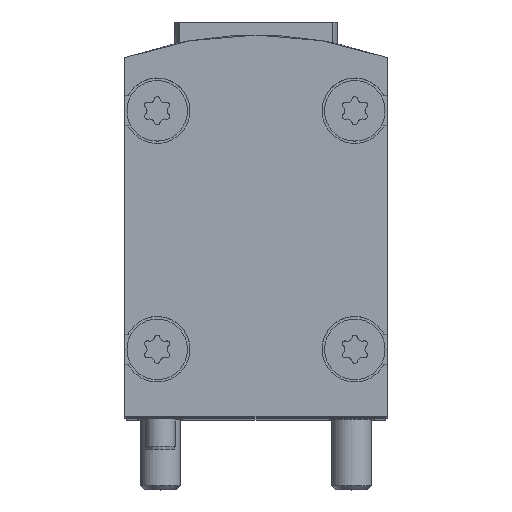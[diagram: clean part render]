
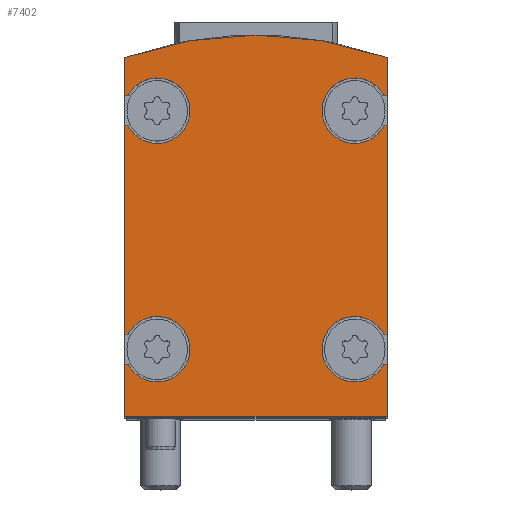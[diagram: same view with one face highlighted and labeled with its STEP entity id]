
A CAD part, top view. The second image highlights one B-rep face of the part: STEP entity #7402.
In plain terms, the highlighted planar face has unit normal (0, 0, 1).
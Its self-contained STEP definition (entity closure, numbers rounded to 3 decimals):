
#107=LINE('',#10463,#529);
#111=LINE('',#10471,#533);
#115=LINE('',#10479,#537);
#118=LINE('',#10485,#540);
#122=LINE('',#10493,#544);
#126=LINE('',#10501,#548);
#177=LINE('',#10611,#599);
#178=LINE('',#10613,#600);
#179=LINE('',#10615,#601);
#180=LINE('',#10619,#602);
#181=LINE('',#10620,#603);
#182=LINE('',#10624,#604);
#183=LINE('',#10625,#605);
#184=LINE('',#10629,#606);
#185=LINE('',#10630,#607);
#529=VECTOR('',#8669,1000.);
#533=VECTOR('',#8673,1000.);
#537=VECTOR('',#8677,1000.);
#540=VECTOR('',#8682,1000.);
#544=VECTOR('',#8686,1000.);
#548=VECTOR('',#8690,1000.);
#599=VECTOR('',#8791,1000.);
#600=VECTOR('',#8794,1000.);
#601=VECTOR('',#8795,1000.);
#602=VECTOR('',#8798,1000.);
#603=VECTOR('',#8799,1000.);
#604=VECTOR('',#8802,1000.);
#605=VECTOR('',#8803,1000.);
#606=VECTOR('',#8806,1000.);
#607=VECTOR('',#8807,1000.);
#1368=ORIENTED_EDGE('',*,*,#2861,.F.);
#1369=ORIENTED_EDGE('',*,*,#2788,.T.);
#1370=ORIENTED_EDGE('',*,*,#2862,.F.);
#1371=ORIENTED_EDGE('',*,*,#2863,.T.);
#1372=ORIENTED_EDGE('',*,*,#2864,.F.);
#1373=ORIENTED_EDGE('',*,*,#2784,.T.);
#1374=ORIENTED_EDGE('',*,*,#2860,.T.);
#1375=ORIENTED_EDGE('',*,*,#2803,.T.);
#1376=ORIENTED_EDGE('',*,*,#2865,.F.);
#1377=ORIENTED_EDGE('',*,*,#2866,.T.);
#1378=ORIENTED_EDGE('',*,*,#2867,.F.);
#1379=ORIENTED_EDGE('',*,*,#2799,.T.);
#1380=ORIENTED_EDGE('',*,*,#2868,.F.);
#1381=ORIENTED_EDGE('',*,*,#2869,.T.);
#1382=ORIENTED_EDGE('',*,*,#2870,.F.);
#1383=ORIENTED_EDGE('',*,*,#2795,.T.);
#1384=ORIENTED_EDGE('',*,*,#2666,.T.);
#1385=ORIENTED_EDGE('',*,*,#2792,.T.);
#1386=ORIENTED_EDGE('',*,*,#2871,.F.);
#1387=ORIENTED_EDGE('',*,*,#2872,.T.);
#2666=EDGE_CURVE('',#3436,#3439,#3962,.T.);
#2784=EDGE_CURVE('',#3551,#3550,#107,.T.);
#2788=EDGE_CURVE('',#3555,#3554,#111,.T.);
#2792=EDGE_CURVE('',#3439,#3558,#115,.T.);
#2795=EDGE_CURVE('',#3561,#3436,#118,.T.);
#2799=EDGE_CURVE('',#3565,#3564,#122,.T.);
#2803=EDGE_CURVE('',#3559,#3568,#126,.T.);
#2860=EDGE_CURVE('',#3550,#3559,#177,.T.);
#2861=EDGE_CURVE('',#3555,#3603,#178,.T.);
#2862=EDGE_CURVE('',#3604,#3554,#179,.T.);
#2863=EDGE_CURVE('',#3604,#3605,#4032,.F.);
#2864=EDGE_CURVE('',#3551,#3605,#180,.T.);
#2865=EDGE_CURVE('',#3606,#3568,#181,.T.);
#2866=EDGE_CURVE('',#3606,#3607,#4033,.F.);
#2867=EDGE_CURVE('',#3565,#3607,#182,.T.);
#2868=EDGE_CURVE('',#3608,#3564,#183,.T.);
#2869=EDGE_CURVE('',#3608,#3609,#4034,.F.);
#2870=EDGE_CURVE('',#3561,#3609,#184,.T.);
#2871=EDGE_CURVE('',#3610,#3558,#185,.T.);
#2872=EDGE_CURVE('',#3610,#3603,#4035,.F.);
#3436=VERTEX_POINT('',#10197);
#3439=VERTEX_POINT('',#10202);
#3550=VERTEX_POINT('',#10462);
#3551=VERTEX_POINT('',#10464);
#3554=VERTEX_POINT('',#10470);
#3555=VERTEX_POINT('',#10472);
#3558=VERTEX_POINT('',#10478);
#3559=VERTEX_POINT('',#10482);
#3561=VERTEX_POINT('',#10486);
#3564=VERTEX_POINT('',#10492);
#3565=VERTEX_POINT('',#10494);
#3568=VERTEX_POINT('',#10500);
#3603=VERTEX_POINT('',#10614);
#3604=VERTEX_POINT('',#10616);
#3605=VERTEX_POINT('',#10618);
#3606=VERTEX_POINT('',#10621);
#3607=VERTEX_POINT('',#10623);
#3608=VERTEX_POINT('',#10626);
#3609=VERTEX_POINT('',#10628);
#3610=VERTEX_POINT('',#10631);
#3962=CIRCLE('',#7748,39.);
#4032=CIRCLE('',#7850,3.25);
#4033=CIRCLE('',#7851,3.25);
#4034=CIRCLE('',#7852,3.25);
#4035=CIRCLE('',#7853,3.25);
#4290=EDGE_LOOP('',(#1368,#1369,#1370,#1371,#1372,#1373,#1374,#1375,#1376,
#1377,#1378,#1379,#1380,#1381,#1382,#1383,#1384,#1385,#1386,#1387));
#4678=FACE_BOUND('',#4290,.T.);
#5044=PLANE('',#7849);
#7402=ADVANCED_FACE('',(#4678),#5044,.T.);
#7748=AXIS2_PLACEMENT_3D('',#10203,#8469,#8470);
#7849=AXIS2_PLACEMENT_3D('',#10612,#8792,#8793);
#7850=AXIS2_PLACEMENT_3D('',#10617,#8796,#8797);
#7851=AXIS2_PLACEMENT_3D('',#10622,#8800,#8801);
#7852=AXIS2_PLACEMENT_3D('',#10627,#8804,#8805);
#7853=AXIS2_PLACEMENT_3D('',#10632,#8808,#8809);
#8469=DIRECTION('',(0.,0.,1.));
#8470=DIRECTION('',(1.,0.,0.));
#8669=DIRECTION('',(0.,-1.,0.));
#8673=DIRECTION('',(0.,-1.,0.));
#8677=DIRECTION('',(0.,-1.,0.));
#8682=DIRECTION('',(0.,1.,0.));
#8686=DIRECTION('',(0.,1.,0.));
#8690=DIRECTION('',(0.,1.,0.));
#8791=DIRECTION('',(1.,0.,0.));
#8792=DIRECTION('',(0.,0.,1.));
#8793=DIRECTION('',(1.,0.,0.));
#8794=DIRECTION('',(1.,0.,0.));
#8795=DIRECTION('',(-1.,0.,0.));
#8796=DIRECTION('',(0.,0.,1.));
#8797=DIRECTION('',(1.,0.,0.));
#8798=DIRECTION('',(1.,0.,0.));
#8799=DIRECTION('',(1.,0.,0.));
#8800=DIRECTION('',(0.,0.,1.));
#8801=DIRECTION('',(1.,0.,0.));
#8802=DIRECTION('',(-1.,0.,0.));
#8803=DIRECTION('',(1.,0.,0.));
#8804=DIRECTION('',(0.,0.,1.));
#8805=DIRECTION('',(1.,0.,0.));
#8806=DIRECTION('',(-1.,0.,0.));
#8807=DIRECTION('',(-1.,0.,0.));
#8808=DIRECTION('',(0.,0.,1.));
#8809=DIRECTION('',(1.,0.,0.));
#10197=CARTESIAN_POINT('',(13.,35.77,63.1));
#10202=CARTESIAN_POINT('',(-13.,35.77,63.1));
#10203=CARTESIAN_POINT('',(0.,-1.,63.1));
#10462=CARTESIAN_POINT('',(-13.,0.2,63.1));
#10463=CARTESIAN_POINT('',(-13.,35.77,63.1));
#10464=CARTESIAN_POINT('',(-13.,5.35,63.1));
#10470=CARTESIAN_POINT('',(-13.,8.35,63.1));
#10471=CARTESIAN_POINT('',(-13.,35.77,63.1));
#10472=CARTESIAN_POINT('',(-13.,29.,63.1));
#10478=CARTESIAN_POINT('',(-13.,32.,63.1));
#10479=CARTESIAN_POINT('',(-13.,35.77,63.1));
#10482=CARTESIAN_POINT('',(13.,0.2,63.1));
#10485=CARTESIAN_POINT('',(13.,0.2,63.1));
#10486=CARTESIAN_POINT('',(13.,32.,63.1));
#10492=CARTESIAN_POINT('',(13.,29.,63.1));
#10493=CARTESIAN_POINT('',(13.,0.2,63.1));
#10494=CARTESIAN_POINT('',(13.,8.35,63.1));
#10500=CARTESIAN_POINT('',(13.,5.35,63.1));
#10501=CARTESIAN_POINT('',(13.,0.2,63.1));
#10611=CARTESIAN_POINT('',(-13.,0.2,63.1));
#10612=CARTESIAN_POINT('',(0.,-1.,63.1));
#10613=CARTESIAN_POINT('',(0.,29.,63.1));
#10614=CARTESIAN_POINT('',(-12.683,29.,63.1));
#10615=CARTESIAN_POINT('',(0.,8.35,63.1));
#10616=CARTESIAN_POINT('',(-12.683,8.35,63.1));
#10617=CARTESIAN_POINT('',(-9.8,6.85,63.1));
#10618=CARTESIAN_POINT('',(-12.683,5.35,63.1));
#10619=CARTESIAN_POINT('',(0.,5.35,63.1));
#10620=CARTESIAN_POINT('',(0.,5.35,63.1));
#10621=CARTESIAN_POINT('',(12.683,5.35,63.1));
#10622=CARTESIAN_POINT('',(9.8,6.85,63.1));
#10623=CARTESIAN_POINT('',(12.683,8.35,63.1));
#10624=CARTESIAN_POINT('',(0.,8.35,63.1));
#10625=CARTESIAN_POINT('',(0.,29.,63.1));
#10626=CARTESIAN_POINT('',(12.683,29.,63.1));
#10627=CARTESIAN_POINT('',(9.8,30.5,63.1));
#10628=CARTESIAN_POINT('',(12.683,32.,63.1));
#10629=CARTESIAN_POINT('',(0.,32.,63.1));
#10630=CARTESIAN_POINT('',(0.,32.,63.1));
#10631=CARTESIAN_POINT('',(-12.683,32.,63.1));
#10632=CARTESIAN_POINT('',(-9.8,30.5,63.1));
